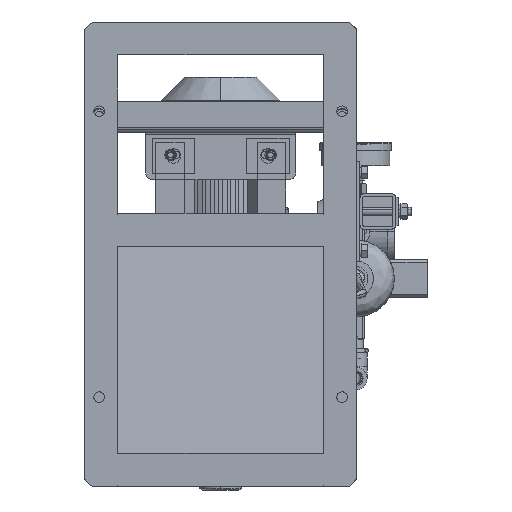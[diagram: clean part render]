
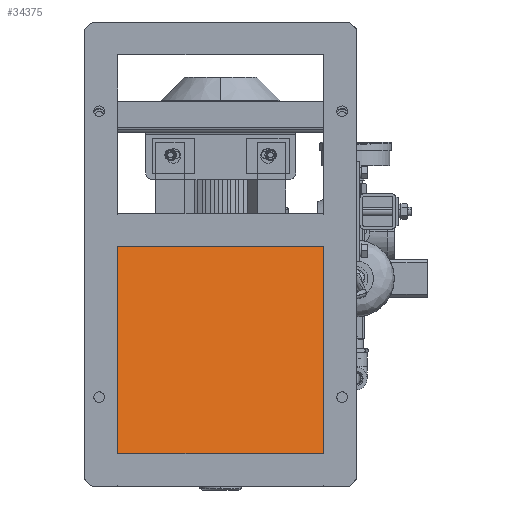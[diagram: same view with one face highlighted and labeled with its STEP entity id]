
A CAD part, front view. The second image highlights one B-rep face of the part: STEP entity #34375.
In plain terms, the highlighted planar face has unit normal (0, -0.985, 0.17).
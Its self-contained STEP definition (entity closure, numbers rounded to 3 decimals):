
#5194 = DIRECTION ( 'NONE',  ( 0., 0.17, 0.985 ) ) ;
#5452 = VERTEX_POINT ( 'NONE', #26090 ) ;
#12463 = CARTESIAN_POINT ( 'NONE',  ( 144., -224.985, -78.657 ) ) ;
#16737 = CARTESIAN_POINT ( 'NONE',  ( -144., -224.985, -78.657 ) ) ;
#16844 = DIRECTION ( 'NONE',  ( -1., 0., 0. ) ) ;
#20076 = VERTEX_POINT ( 'NONE', #12463 ) ;
#23314 = CARTESIAN_POINT ( 'NONE',  ( 144., -174.985, 211. ) ) ;
#26090 = CARTESIAN_POINT ( 'NONE',  ( -144., -174.985, 211. ) ) ;
#29391 = EDGE_LOOP ( 'NONE', ( #76140, #59589, #93817, #90565 ) ) ;
#34375 = ADVANCED_FACE ( 'NONE', ( #86740 ), #61725, .F. ) ;
#37644 = CARTESIAN_POINT ( 'NONE',  ( 144., -174.985, 211. ) ) ;
#41845 = DIRECTION ( 'NONE',  ( 0., -0.17, -0.985 ) ) ;
#45196 = DIRECTION ( 'NONE',  ( -1., 0., 0. ) ) ;
#46281 = AXIS2_PLACEMENT_3D ( 'NONE', #86700, #78068, #5194 ) ;
#46440 = EDGE_CURVE ( 'NONE', #5452, #62983, #97074, .T. ) ;
#52500 = VECTOR ( 'NONE', #45196, 1000. ) ;
#53614 = VERTEX_POINT ( 'NONE', #23314 ) ;
#56482 = DIRECTION ( 'NONE',  ( 0., -0.17, -0.985 ) ) ;
#57308 = CARTESIAN_POINT ( 'NONE',  ( 144., -224.985, -78.657 ) ) ;
#59589 = ORIENTED_EDGE ( 'NONE', *, *, #46440, .T. ) ;
#61725 = PLANE ( 'NONE',  #46281 ) ;
#62461 = EDGE_CURVE ( 'NONE', #53614, #20076, #81052, .T. ) ;
#62800 = LINE ( 'NONE', #37644, #52500 ) ;
#62983 = VERTEX_POINT ( 'NONE', #83505 ) ;
#63138 = VECTOR ( 'NONE', #16844, 1000. ) ;
#66431 = VECTOR ( 'NONE', #56482, 1000. ) ;
#72626 = CARTESIAN_POINT ( 'NONE',  ( 144., -224.985, -78.657 ) ) ;
#76140 = ORIENTED_EDGE ( 'NONE', *, *, #84448, .T. ) ;
#78068 = DIRECTION ( 'NONE',  ( 0., 0.985, -0.17 ) ) ;
#80510 = EDGE_CURVE ( 'NONE', #20076, #62983, #95119, .T. ) ;
#81052 = LINE ( 'NONE', #72626, #99052 ) ;
#83505 = CARTESIAN_POINT ( 'NONE',  ( -144., -224.985, -78.657 ) ) ;
#84448 = EDGE_CURVE ( 'NONE', #53614, #5452, #62800, .T. ) ;
#86700 = CARTESIAN_POINT ( 'NONE',  ( 144., -224.985, -78.657 ) ) ;
#86740 = FACE_OUTER_BOUND ( 'NONE', #29391, .T. ) ;
#90565 = ORIENTED_EDGE ( 'NONE', *, *, #62461, .F. ) ;
#93817 = ORIENTED_EDGE ( 'NONE', *, *, #80510, .F. ) ;
#95119 = LINE ( 'NONE', #57308, #63138 ) ;
#97074 = LINE ( 'NONE', #16737, #66431 ) ;
#99052 = VECTOR ( 'NONE', #41845, 1000. ) ;
